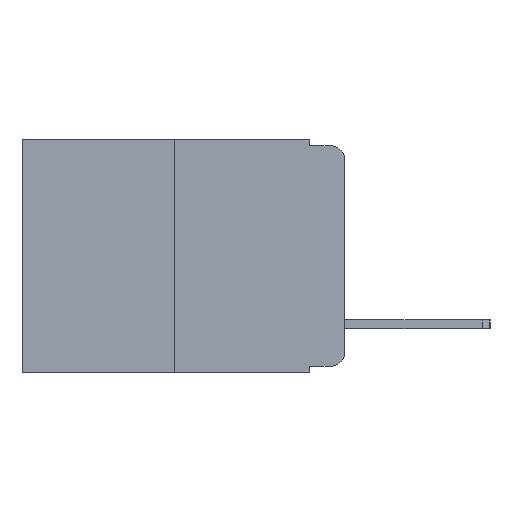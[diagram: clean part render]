
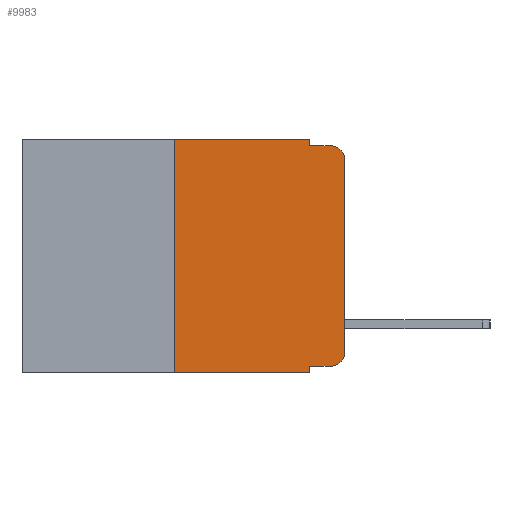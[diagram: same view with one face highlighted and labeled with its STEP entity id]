
A CAD part, left-side view. The second image highlights one B-rep face of the part: STEP entity #9983.
In plain terms, the highlighted planar face has unit normal (-1, 0, 0).
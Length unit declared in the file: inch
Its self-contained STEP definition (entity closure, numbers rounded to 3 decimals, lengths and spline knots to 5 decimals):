
#685 = ORIENTED_EDGE ( 'NONE', *, *, #2968, .T. ) ;
#779 = CARTESIAN_POINT ( 'NONE',  ( 0., 0., -0.03 ) ) ;
#1017 = EDGE_CURVE ( 'NONE', #13353, #3782, #5475, .T. ) ;
#1045 = ORIENTED_EDGE ( 'NONE', *, *, #2274, .T. ) ;
#1583 = LINE ( 'NONE', #10003, #6964 ) ;
#1898 = ORIENTED_EDGE ( 'NONE', *, *, #8202, .T. ) ;
#1935 = VECTOR ( 'NONE', #2264, 39.37008 ) ;
#2224 = VECTOR ( 'NONE', #12543, 39.37008 ) ;
#2264 = DIRECTION ( 'NONE',  ( 0., -1., 0. ) ) ;
#2274 = EDGE_CURVE ( 'NONE', #8065, #11199, #9036, .T. ) ;
#2322 = VERTEX_POINT ( 'NONE', #2973 ) ;
#2544 = ORIENTED_EDGE ( 'NONE', *, *, #5149, .F. ) ;
#2756 = CARTESIAN_POINT ( 'NONE',  ( 0., 0., -0.313 ) ) ;
#2968 = EDGE_CURVE ( 'NONE', #6297, #8065, #1583, .T. ) ;
#2973 = CARTESIAN_POINT ( 'NONE',  ( 0., 0.051, -0.01 ) ) ;
#3064 = CARTESIAN_POINT ( 'NONE',  ( 0., 0.25, 0. ) ) ;
#3292 = EDGE_LOOP ( 'NONE', ( #10410, #1898, #7707, #5063, #11110, #2544, #8460, #9179, #685, #1045 ) ) ;
#3454 = DIRECTION ( 'NONE',  ( 0., 0., -1. ) ) ;
#3782 = VERTEX_POINT ( 'NONE', #9031 ) ;
#3803 = FACE_OUTER_BOUND ( 'NONE', #3292, .T. ) ;
#3932 = AXIS2_PLACEMENT_3D ( 'NONE', #8040, #11471, #4673 ) ;
#4035 = DIRECTION ( 'NONE',  ( 0., 0., 1. ) ) ;
#4172 = DIRECTION ( 'NONE',  ( -1., 0., 0. ) ) ;
#4274 = VERTEX_POINT ( 'NONE', #779 ) ;
#4321 = VECTOR ( 'NONE', #3454, 39.37008 ) ;
#4409 = EDGE_CURVE ( 'NONE', #6297, #3782, #5070, .T. ) ;
#4455 = CARTESIAN_POINT ( 'NONE',  ( 0., 0.051, 0. ) ) ;
#4635 = CARTESIAN_POINT ( 'NONE',  ( 0., 0.25, -0.343 ) ) ;
#4673 = DIRECTION ( 'NONE',  ( 0., 0., -1. ) ) ;
#4824 = CARTESIAN_POINT ( 'NONE',  ( 0., 0.051, 0. ) ) ;
#5063 = ORIENTED_EDGE ( 'NONE', *, *, #5851, .F. ) ;
#5070 = LINE ( 'NONE', #11244, #2224 ) ;
#5149 = EDGE_CURVE ( 'NONE', #13353, #12593, #10336, .T. ) ;
#5390 = VERTEX_POINT ( 'NONE', #4455 ) ;
#5475 = LINE ( 'NONE', #9901, #10826 ) ;
#5557 = CARTESIAN_POINT ( 'NONE',  ( 0., 0.473, 0. ) ) ;
#5591 = DIRECTION ( 'NONE',  ( -1., 0., 0. ) ) ;
#5851 = EDGE_CURVE ( 'NONE', #5390, #2322, #13181, .T. ) ;
#5974 = CARTESIAN_POINT ( 'NONE',  ( 0., 0.02, -0.01 ) ) ;
#6297 = VERTEX_POINT ( 'NONE', #9020 ) ;
#6361 = VECTOR ( 'NONE', #4035, 39.37008 ) ;
#6629 = AXIS2_PLACEMENT_3D ( 'NONE', #12363, #5591, #13379 ) ;
#6928 = AXIS2_PLACEMENT_3D ( 'NONE', #8676, #4172, #12809 ) ;
#6964 = VECTOR ( 'NONE', #12783, 39.37008 ) ;
#7395 = EDGE_CURVE ( 'NONE', #2322, #12430, #10446, .T. ) ;
#7707 = ORIENTED_EDGE ( 'NONE', *, *, #7395, .F. ) ;
#8040 = CARTESIAN_POINT ( 'NONE',  ( 0., 0.473, 0. ) ) ;
#8065 = VERTEX_POINT ( 'NONE', #12988 ) ;
#8202 = EDGE_CURVE ( 'NONE', #4274, #12430, #9696, .T. ) ;
#8308 = CARTESIAN_POINT ( 'NONE',  ( 0., 0.25, 0. ) ) ;
#8313 = DIRECTION ( 'NONE',  ( 0., 0., 1. ) ) ;
#8422 = DIRECTION ( 'NONE',  ( 0., -1., 0. ) ) ;
#8460 = ORIENTED_EDGE ( 'NONE', *, *, #1017, .T. ) ;
#8676 = CARTESIAN_POINT ( 'NONE',  ( 0., 0.02, -0.313 ) ) ;
#9020 = CARTESIAN_POINT ( 'NONE',  ( 0., 0.051, -0.333 ) ) ;
#9031 = CARTESIAN_POINT ( 'NONE',  ( 0., 0.051, -0.343 ) ) ;
#9036 = CIRCLE ( 'NONE', #6928, 0.02 ) ;
#9179 = ORIENTED_EDGE ( 'NONE', *, *, #4409, .F. ) ;
#9315 = VECTOR ( 'NONE', #11241, 39.37008 ) ;
#9650 = CARTESIAN_POINT ( 'NONE',  ( 0., 0., 0. ) ) ;
#9696 = CIRCLE ( 'NONE', #6629, 0.02 ) ;
#9734 = EDGE_CURVE ( 'NONE', #11199, #4274, #13028, .T. ) ;
#9901 = CARTESIAN_POINT ( 'NONE',  ( 0., 0.473, -0.343 ) ) ;
#9983 = ADVANCED_FACE ( 'NONE', ( #3803 ), #10333, .F. ) ;
#10003 = CARTESIAN_POINT ( 'NONE',  ( 0., 0.051, -0.333 ) ) ;
#10055 = CARTESIAN_POINT ( 'NONE',  ( 0., 0.051, -0.01 ) ) ;
#10333 = PLANE ( 'NONE',  #3932 ) ;
#10336 = LINE ( 'NONE', #8308, #12854 ) ;
#10410 = ORIENTED_EDGE ( 'NONE', *, *, #9734, .T. ) ;
#10446 = LINE ( 'NONE', #10055, #1935 ) ;
#10826 = VECTOR ( 'NONE', #8422, 39.37008 ) ;
#11110 = ORIENTED_EDGE ( 'NONE', *, *, #13945, .F. ) ;
#11199 = VERTEX_POINT ( 'NONE', #2756 ) ;
#11241 = DIRECTION ( 'NONE',  ( 0., -1., 0. ) ) ;
#11244 = CARTESIAN_POINT ( 'NONE',  ( 0., 0.051, 0. ) ) ;
#11471 = DIRECTION ( 'NONE',  ( 1., 0., 0. ) ) ;
#12363 = CARTESIAN_POINT ( 'NONE',  ( 0., 0.02, -0.03 ) ) ;
#12430 = VERTEX_POINT ( 'NONE', #5974 ) ;
#12543 = DIRECTION ( 'NONE',  ( 0., 0., -1. ) ) ;
#12582 = LINE ( 'NONE', #5557, #9315 ) ;
#12593 = VERTEX_POINT ( 'NONE', #3064 ) ;
#12783 = DIRECTION ( 'NONE',  ( 0., -1., 0. ) ) ;
#12809 = DIRECTION ( 'NONE',  ( 0., 0., -1. ) ) ;
#12854 = VECTOR ( 'NONE', #8313, 39.37008 ) ;
#12988 = CARTESIAN_POINT ( 'NONE',  ( 0., 0.02, -0.333 ) ) ;
#13028 = LINE ( 'NONE', #9650, #6361 ) ;
#13181 = LINE ( 'NONE', #4824, #4321 ) ;
#13353 = VERTEX_POINT ( 'NONE', #4635 ) ;
#13379 = DIRECTION ( 'NONE',  ( 0., 0., -1. ) ) ;
#13945 = EDGE_CURVE ( 'NONE', #12593, #5390, #12582, .T. ) ;
